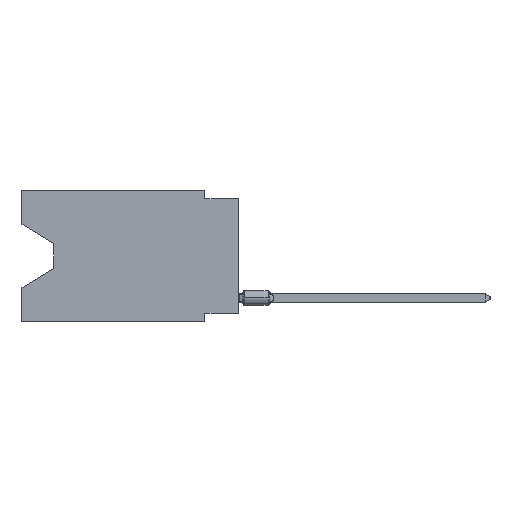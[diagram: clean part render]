
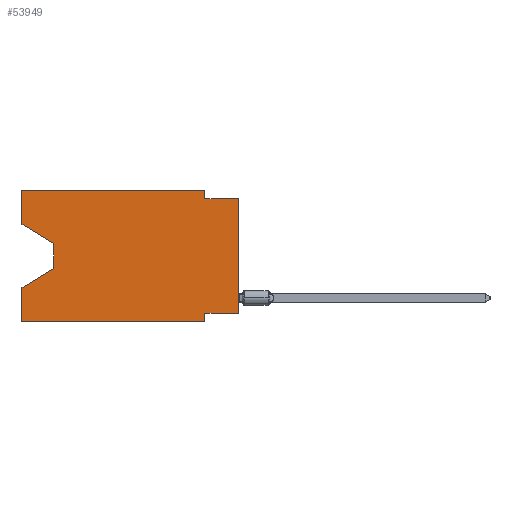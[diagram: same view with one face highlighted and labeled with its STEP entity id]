
A CAD part, left-side view. The second image highlights one B-rep face of the part: STEP entity #53949.
In plain terms, the highlighted planar face has unit normal (-1, 0, 0).
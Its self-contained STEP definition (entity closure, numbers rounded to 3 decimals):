
#508 = VECTOR ( 'NONE', #1333, 1000. ) ;
#1333 = DIRECTION ( 'NONE',  ( 0., 0., -1. ) ) ;
#1472 = EDGE_CURVE ( 'NONE', #17922, #62452, #59896, .T. ) ;
#2530 = DIRECTION ( 'NONE',  ( 0., 0., 1. ) ) ;
#4253 = VERTEX_POINT ( 'NONE', #34354 ) ;
#4783 = ORIENTED_EDGE ( 'NONE', *, *, #36834, .F. ) ;
#6410 = ORIENTED_EDGE ( 'NONE', *, *, #11840, .T. ) ;
#7561 = EDGE_CURVE ( 'NONE', #22024, #4253, #53121, .T. ) ;
#8177 = VERTEX_POINT ( 'NONE', #14287 ) ;
#8689 = VECTOR ( 'NONE', #48070, 1000. ) ;
#9245 = CARTESIAN_POINT ( 'NONE',  ( 0., 2.54, -0.635 ) ) ;
#9400 = FACE_OUTER_BOUND ( 'NONE', #74625, .T. ) ;
#10150 = DIRECTION ( 'NONE',  ( 0., 0., 1. ) ) ;
#10297 = DIRECTION ( 'NONE',  ( 0., 0., -1. ) ) ;
#10564 = CARTESIAN_POINT ( 'NONE',  ( 0., 0., -0.635 ) ) ;
#10902 = CARTESIAN_POINT ( 'NONE',  ( 0., 0., -9.271 ) ) ;
#11650 = ORIENTED_EDGE ( 'NONE', *, *, #71841, .T. ) ;
#11840 = EDGE_CURVE ( 'NONE', #22024, #65974, #57634, .T. ) ;
#12802 = VERTEX_POINT ( 'NONE', #29111 ) ;
#14040 = CARTESIAN_POINT ( 'NONE',  ( 0., 16.383, 0. ) ) ;
#14287 = CARTESIAN_POINT ( 'NONE',  ( 0., 2.54, -9.906 ) ) ;
#14362 = ORIENTED_EDGE ( 'NONE', *, *, #26353, .F. ) ;
#15609 = LINE ( 'NONE', #20214, #70968 ) ;
#15743 = VECTOR ( 'NONE', #19277, 1000. ) ;
#17658 = EDGE_CURVE ( 'NONE', #46187, #65974, #74372, .T. ) ;
#17922 = VERTEX_POINT ( 'NONE', #56963 ) ;
#18159 = CARTESIAN_POINT ( 'NONE',  ( 0., 16.383, -2.546 ) ) ;
#18979 = LINE ( 'NONE', #58477, #8689 ) ;
#19277 = DIRECTION ( 'NONE',  ( 0., -0.855, -0.519 ) ) ;
#19339 = CARTESIAN_POINT ( 'NONE',  ( 0., 2.54, 0. ) ) ;
#19571 = VERTEX_POINT ( 'NONE', #64044 ) ;
#20214 = CARTESIAN_POINT ( 'NONE',  ( 0., 13.97, -4.013 ) ) ;
#21043 = VECTOR ( 'NONE', #10297, 1000. ) ;
#21834 = CARTESIAN_POINT ( 'NONE',  ( 0., 0., -0.635 ) ) ;
#22024 = VERTEX_POINT ( 'NONE', #10902 ) ;
#22053 = CARTESIAN_POINT ( 'NONE',  ( 0., 13.97, -4.013 ) ) ;
#22320 = DIRECTION ( 'NONE',  ( 0., 0.855, -0.519 ) ) ;
#23269 = CARTESIAN_POINT ( 'NONE',  ( 0., 16.383, -7.36 ) ) ;
#23289 = AXIS2_PLACEMENT_3D ( 'NONE', #55753, #27399, #45006 ) ;
#24161 = CARTESIAN_POINT ( 'NONE',  ( 0., 16.383, -9.906 ) ) ;
#24405 = EDGE_CURVE ( 'NONE', #17922, #19571, #18979, .T. ) ;
#24559 = EDGE_CURVE ( 'NONE', #19571, #61732, #31965, .T. ) ;
#25602 = ORIENTED_EDGE ( 'NONE', *, *, #7561, .F. ) ;
#26353 = EDGE_CURVE ( 'NONE', #4253, #8177, #68195, .T. ) ;
#27399 = DIRECTION ( 'NONE',  ( 1., 0., 0. ) ) ;
#28171 = ORIENTED_EDGE ( 'NONE', *, *, #68945, .T. ) ;
#28295 = CARTESIAN_POINT ( 'NONE',  ( 0., 2.54, -9.906 ) ) ;
#28951 = ORIENTED_EDGE ( 'NONE', *, *, #52156, .F. ) ;
#29111 = CARTESIAN_POINT ( 'NONE',  ( 0., 13.97, -5.893 ) ) ;
#30143 = CARTESIAN_POINT ( 'NONE',  ( 0., 0., -9.271 ) ) ;
#31965 = LINE ( 'NONE', #49956, #73539 ) ;
#32459 = ORIENTED_EDGE ( 'NONE', *, *, #24559, .F. ) ;
#33049 = ORIENTED_EDGE ( 'NONE', *, *, #61798, .T. ) ;
#34354 = CARTESIAN_POINT ( 'NONE',  ( 0., 2.54, -9.271 ) ) ;
#36834 = EDGE_CURVE ( 'NONE', #61732, #46187, #70389, .T. ) ;
#38191 = DIRECTION ( 'NONE',  ( 0., 0., -1. ) ) ;
#38282 = VECTOR ( 'NONE', #2530, 1000. ) ;
#38921 = LINE ( 'NONE', #14040, #38282 ) ;
#41387 = LINE ( 'NONE', #24161, #63314 ) ;
#41512 = VECTOR ( 'NONE', #58139, 1000. ) ;
#42143 = VECTOR ( 'NONE', #10150, 1000. ) ;
#43437 = ORIENTED_EDGE ( 'NONE', *, *, #24405, .F. ) ;
#45006 = DIRECTION ( 'NONE',  ( 0., 0., -1. ) ) ;
#46187 = VERTEX_POINT ( 'NONE', #9245 ) ;
#46807 = CARTESIAN_POINT ( 'NONE',  ( 0., 2.54, 0. ) ) ;
#48070 = DIRECTION ( 'NONE',  ( 0., 0., 1. ) ) ;
#48962 = VERTEX_POINT ( 'NONE', #23269 ) ;
#49956 = CARTESIAN_POINT ( 'NONE',  ( 0., 16.383, 0. ) ) ;
#52099 = DIRECTION ( 'NONE',  ( 0., -1., 0. ) ) ;
#52156 = EDGE_CURVE ( 'NONE', #69882, #48962, #38921, .T. ) ;
#52212 = CARTESIAN_POINT ( 'NONE',  ( 0., 13.97, -5.893 ) ) ;
#53121 = LINE ( 'NONE', #30143, #41512 ) ;
#53949 = ADVANCED_FACE ( 'NONE', ( #9400 ), #62637, .F. ) ;
#54602 = ORIENTED_EDGE ( 'NONE', *, *, #17658, .F. ) ;
#55323 = DIRECTION ( 'NONE',  ( 0., -1., 0. ) ) ;
#55753 = CARTESIAN_POINT ( 'NONE',  ( 0., 16.383, 0. ) ) ;
#56963 = CARTESIAN_POINT ( 'NONE',  ( 0., 16.383, -2.546 ) ) ;
#57634 = LINE ( 'NONE', #69560, #42143 ) ;
#58139 = DIRECTION ( 'NONE',  ( 0., 1., 0. ) ) ;
#58477 = CARTESIAN_POINT ( 'NONE',  ( 0., 16.383, 0. ) ) ;
#59409 = DIRECTION ( 'NONE',  ( 0., -1., 0. ) ) ;
#59896 = LINE ( 'NONE', #18159, #15743 ) ;
#61732 = VERTEX_POINT ( 'NONE', #46807 ) ;
#61798 = EDGE_CURVE ( 'NONE', #12802, #48962, #63348, .T. ) ;
#62452 = VERTEX_POINT ( 'NONE', #22053 ) ;
#62637 = PLANE ( 'NONE',  #23289 ) ;
#63314 = VECTOR ( 'NONE', #59409, 1000. ) ;
#63348 = LINE ( 'NONE', #52212, #73039 ) ;
#64044 = CARTESIAN_POINT ( 'NONE',  ( 0., 16.383, 0. ) ) ;
#64620 = CARTESIAN_POINT ( 'NONE',  ( 0., 16.383, -9.906 ) ) ;
#65974 = VERTEX_POINT ( 'NONE', #10564 ) ;
#68195 = LINE ( 'NONE', #28295, #21043 ) ;
#68945 = EDGE_CURVE ( 'NONE', #69882, #8177, #41387, .T. ) ;
#69560 = CARTESIAN_POINT ( 'NONE',  ( 0., 0., 0. ) ) ;
#69882 = VERTEX_POINT ( 'NONE', #64620 ) ;
#70263 = VECTOR ( 'NONE', #52099, 1000. ) ;
#70389 = LINE ( 'NONE', #19339, #508 ) ;
#70968 = VECTOR ( 'NONE', #38191, 1000. ) ;
#71841 = EDGE_CURVE ( 'NONE', #62452, #12802, #15609, .T. ) ;
#72647 = ORIENTED_EDGE ( 'NONE', *, *, #1472, .T. ) ;
#73039 = VECTOR ( 'NONE', #22320, 1000. ) ;
#73539 = VECTOR ( 'NONE', #55323, 1000. ) ;
#74372 = LINE ( 'NONE', #21834, #70263 ) ;
#74625 = EDGE_LOOP ( 'NONE', ( #72647, #11650, #33049, #28951, #28171, #14362, #25602, #6410, #54602, #4783, #32459, #43437 ) ) ;
